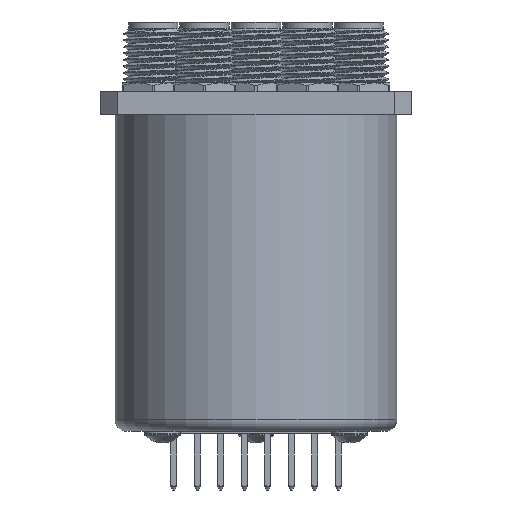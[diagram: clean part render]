
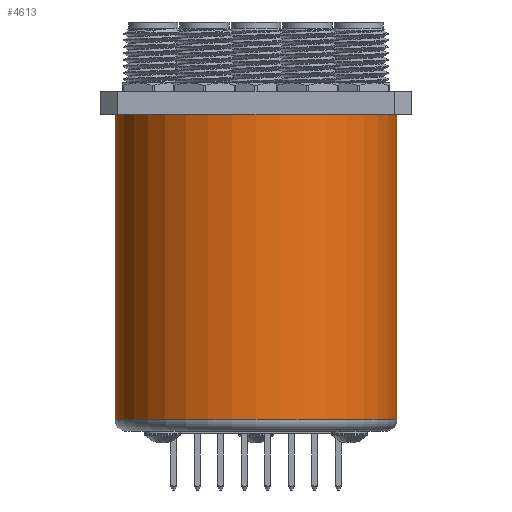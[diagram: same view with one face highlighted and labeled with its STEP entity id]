
A CAD part, front view. The second image highlights one B-rep face of the part: STEP entity #4613.
In plain terms, the highlighted cylindrical face has radius 15.25 mm (diameter 30.5 mm), a full revolution.
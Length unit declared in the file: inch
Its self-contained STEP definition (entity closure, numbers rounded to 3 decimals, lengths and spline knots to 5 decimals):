
#561 = VERTEX_POINT ( 'NONE', #13194 ) ;
#1556 = FACE_BOUND ( 'NONE', #13691, .T. ) ;
#1714 = FACE_OUTER_BOUND ( 'NONE', #22961, .T. ) ;
#1720 = CIRCLE ( 'NONE', #20324, 0.60039 ) ;
#2031 = VERTEX_POINT ( 'NONE', #9663 ) ;
#4350 = CARTESIAN_POINT ( 'NONE',  ( -0.42321, 0.42587, -1.05763 ) ) ;
#4509 = CARTESIAN_POINT ( 'NONE',  ( 0., 0., -0.40643 ) ) ;
#4511 = DIRECTION ( 'NONE',  ( -1., 0., 0. ) ) ;
#4613 = ADVANCED_FACE ( 'NONE', ( #1556, #1714, #31205 ), #19040, .T. ) ;
#4775 = VECTOR ( 'NONE', #8894, 39.37008 ) ;
#4829 = DIRECTION ( 'NONE',  ( 0., 0., 1. ) ) ;
#4978 = EDGE_CURVE ( 'NONE', #2031, #2031, #28500, .T. ) ;
#5015 = EDGE_CURVE ( 'NONE', #21455, #12591, #21515, .T. ) ;
#6258 = AXIS2_PLACEMENT_3D ( 'NONE', #16456, #26333, #31363 ) ;
#6412 = AXIS2_PLACEMENT_3D ( 'NONE', #31890, #14722, #4511 ) ;
#6439 = CIRCLE ( 'NONE', #14738, 0.60039 ) ;
#6715 = ORIENTED_EDGE ( 'NONE', *, *, #14410, .F. ) ;
#6947 = ORIENTED_EDGE ( 'NONE', *, *, #5015, .F. ) ;
#7650 = CARTESIAN_POINT ( 'NONE',  ( -0.42321, 0.42587, -1.05763 ) ) ;
#8391 = ORIENTED_EDGE ( 'NONE', *, *, #22599, .F. ) ;
#8565 = DIRECTION ( 'NONE',  ( 0., 0., 1. ) ) ;
#8894 = DIRECTION ( 'NONE',  ( 0., 0., -1. ) ) ;
#9663 = CARTESIAN_POINT ( 'NONE',  ( -0.60039, 0., -0.09843 ) ) ;
#11953 = EDGE_LOOP ( 'NONE', ( #26955 ) ) ;
#12077 = CIRCLE ( 'NONE', #18772, 0.60039 ) ;
#12591 = VERTEX_POINT ( 'NONE', #27826 ) ;
#13116 = CARTESIAN_POINT ( 'NONE',  ( 0., 0., -1.39882 ) ) ;
#13194 = CARTESIAN_POINT ( 'NONE',  ( 0.60039, 0., -1.39882 ) ) ;
#13691 = EDGE_LOOP ( 'NONE', ( #6947, #6715, #8391, #28464 ) ) ;
#14410 = EDGE_CURVE ( 'NONE', #28711, #21455, #6439, .T. ) ;
#14722 = DIRECTION ( 'NONE',  ( 0., 0., -1. ) ) ;
#14738 = AXIS2_PLACEMENT_3D ( 'NONE', #18675, #28567, #16263 ) ;
#16263 = DIRECTION ( 'NONE',  ( -0.705, 0.709, 0. ) ) ;
#16456 = CARTESIAN_POINT ( 'NONE',  ( 0., 0., -1.44882 ) ) ;
#16656 = CARTESIAN_POINT ( 'NONE',  ( 0.42321, 0.42587, -0.40643 ) ) ;
#18590 = LINE ( 'NONE', #16656, #4775 ) ;
#18591 = EDGE_CURVE ( 'NONE', #561, #561, #1720, .T. ) ;
#18675 = CARTESIAN_POINT ( 'NONE',  ( 0., 0., -1.05763 ) ) ;
#18738 = EDGE_CURVE ( 'NONE', #26915, #12591, #12077, .T. ) ;
#18772 = AXIS2_PLACEMENT_3D ( 'NONE', #4509, #26208, #26371 ) ;
#19040 = CYLINDRICAL_SURFACE ( 'NONE', #6258, 0.60039 ) ;
#20324 = AXIS2_PLACEMENT_3D ( 'NONE', #13116, #8565, #30437 ) ;
#21323 = CARTESIAN_POINT ( 'NONE',  ( 0.42321, 0.42587, -0.40643 ) ) ;
#21455 = VERTEX_POINT ( 'NONE', #7650 ) ;
#21515 = LINE ( 'NONE', #4350, #27110 ) ;
#21610 = ORIENTED_EDGE ( 'NONE', *, *, #18591, .T. ) ;
#22599 = EDGE_CURVE ( 'NONE', #26915, #28711, #18590, .T. ) ;
#22961 = EDGE_LOOP ( 'NONE', ( #21610 ) ) ;
#26208 = DIRECTION ( 'NONE',  ( 0., 0., 1. ) ) ;
#26333 = DIRECTION ( 'NONE',  ( 0., 0., 1. ) ) ;
#26371 = DIRECTION ( 'NONE',  ( -0.705, 0.709, 0. ) ) ;
#26915 = VERTEX_POINT ( 'NONE', #21323 ) ;
#26955 = ORIENTED_EDGE ( 'NONE', *, *, #4978, .T. ) ;
#27110 = VECTOR ( 'NONE', #4829, 39.37008 ) ;
#27826 = CARTESIAN_POINT ( 'NONE',  ( -0.42321, 0.42587, -0.40643 ) ) ;
#28464 = ORIENTED_EDGE ( 'NONE', *, *, #18738, .T. ) ;
#28500 = CIRCLE ( 'NONE', #6412, 0.60039 ) ;
#28567 = DIRECTION ( 'NONE',  ( 0., 0., 1. ) ) ;
#28711 = VERTEX_POINT ( 'NONE', #30138 ) ;
#30138 = CARTESIAN_POINT ( 'NONE',  ( 0.42321, 0.42587, -1.05763 ) ) ;
#30437 = DIRECTION ( 'NONE',  ( 1., 0., 0. ) ) ;
#31205 = FACE_OUTER_BOUND ( 'NONE', #11953, .T. ) ;
#31363 = DIRECTION ( 'NONE',  ( 1., 0., 0. ) ) ;
#31890 = CARTESIAN_POINT ( 'NONE',  ( 0., 0., -0.09843 ) ) ;
